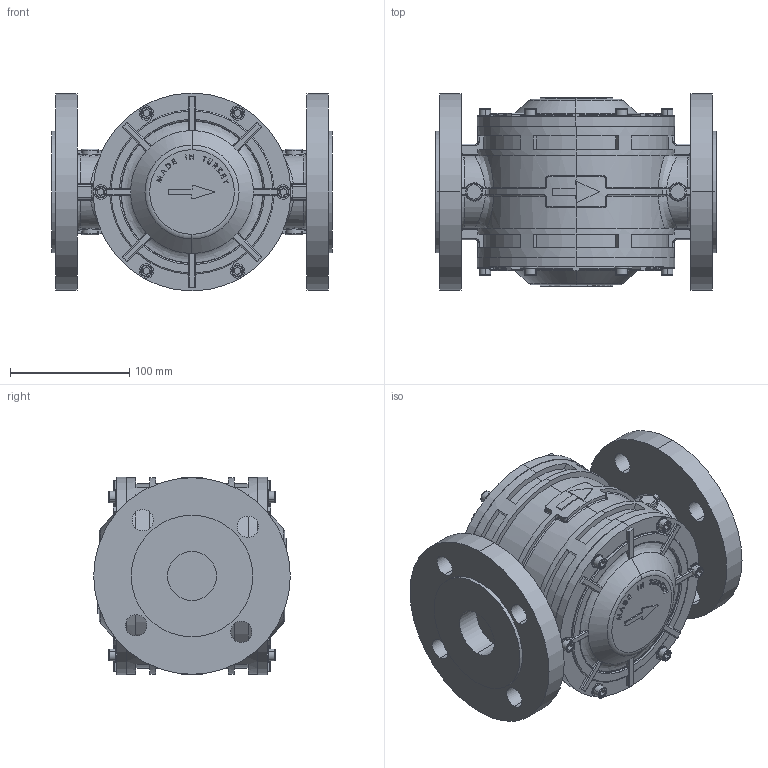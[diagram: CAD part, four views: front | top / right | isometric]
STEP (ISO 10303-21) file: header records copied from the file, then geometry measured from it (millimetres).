
FILE_DESCRIPTION (( 'STEP AP214' ), '1' );
FILE_NAME ('GF50F.STEP', '2022-09-23T05:24:10', ( '' ), ( '' ), 'SwSTEP 2.0', 'SolidWorks 2018', '' );
FILE_SCHEMA (( 'AUTOMOTIVE_DESIGN' ));
Length unit declared in the file: millimetre
Products named in the file (5): 2.13.0025; GF50F; 2.14.0008; 2.14.0002; 2.14.0085
Assembly tree (27 placements, depth 2):
  GF50F
    2.14.0002  x2
    2.14.0008
    2.14.0085  x12
    2.13.0025  x12
Bounding box: 235 x 165 x 166 mm (x, y, z)
Volume: 1833900.6 mm3; surface area: 395367.2 mm2
Topology: 27 solids, 27 shells, 1522 faces, 3762 edges, 2370 vertices
Faces by surface type: plane 758, cylinder 464, torus 138, bspline 114, cone 32, sphere 16
Entity records: 32962 total; most frequent: CARTESIAN_POINT 12754, ORIENTED_EDGE 4256, DIRECTION 4054, EDGE_CURVE 2128, AXIS2_PLACEMENT_3D 1502, VERTEX_POINT 1348, VECTOR 1050, LINE 1050
